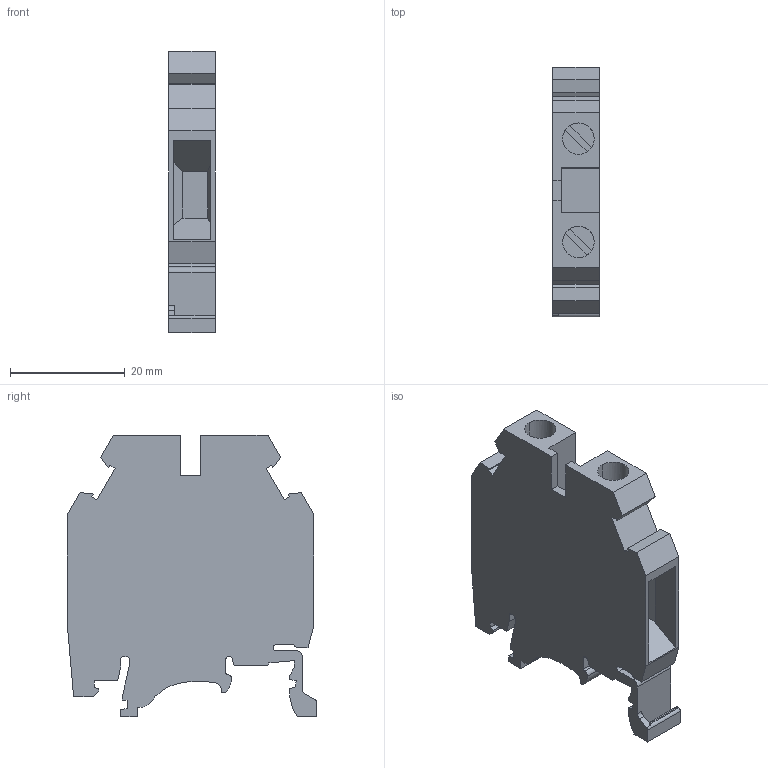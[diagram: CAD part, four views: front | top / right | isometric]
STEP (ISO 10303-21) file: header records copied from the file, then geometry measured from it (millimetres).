
FILE_DESCRIPTION(('Creo Elements/Direct Modeling STEP Export'),'2;1');
FILE_NAME('model.stp','2018-02-20T16:51:49',(''),(''),'Creo Elements/Direct Modeling STEP processor for AP214 (Solid Model)','Creo Elements/Direct Modeling 18.1I 14-Aug-2016 (C) Parametric Technology GmbH','');
FILE_SCHEMA(('AUTOMOTIVE_DESIGN { 1 0 10303 214 1 1 1 1 }'));
Length unit declared in the file: millimetre
Products named in the file (2): URKN_S-select
Assembly tree (1 placements, depth 2):
  URKN_S-select
    URKN_S-select
Bounding box: 8.15 x 43.48 x 49.1 mm (x, y, z)
Volume: 10778.1 mm3; surface area: 6829.7 mm2
Topology: 1 solids, 1 shells, 134 faces, 376 edges, 248 vertices
Faces by surface type: plane 109, cylinder 25
Entity records: 5337 total; most frequent: ORIENTED_EDGE 752, CARTESIAN_POINT 749, DIRECTION 685, EDGE_CURVE 376, VECTOR 317, LINE 317, VERTEX_POINT 248, AXIS2_PLACEMENT_3D 184
